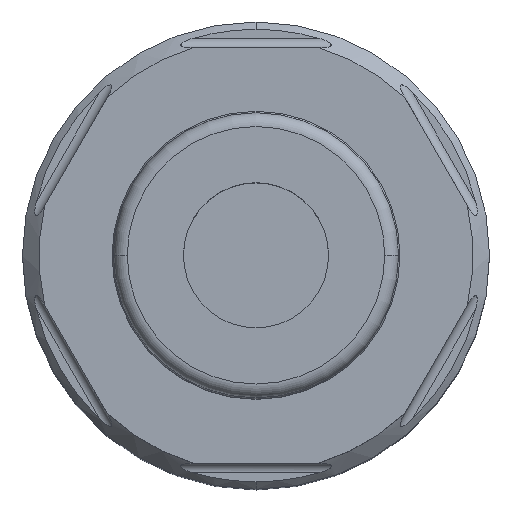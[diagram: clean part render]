
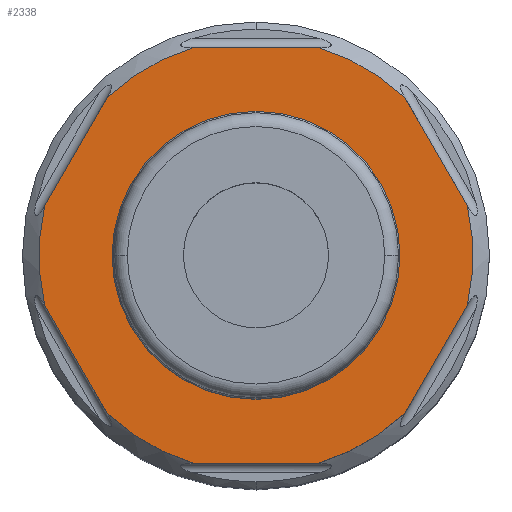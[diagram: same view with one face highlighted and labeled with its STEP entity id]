
A CAD part, top view. The second image highlights one B-rep face of the part: STEP entity #2338.
In plain terms, the highlighted planar face has unit normal (0, 0, 1).
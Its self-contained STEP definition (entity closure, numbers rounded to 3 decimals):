
#559=CARTESIAN_POINT('',(0.,0.,40.386));
#560=DIRECTION('',(0.,0.,1.));
#561=DIRECTION('',(-0.288,0.958,0.));
#562=AXIS2_PLACEMENT_3D('',#559,#560,#561);
#564=DIRECTION('',(1.,0.,0.));
#565=VECTOR('',#564,6.898);
#566=CARTESIAN_POINT('',(-3.449,11.456,40.386));
#567=LINE('',#566,#565);
#568=CARTESIAN_POINT('',(0.,0.,40.386));
#569=DIRECTION('',(0.,0.,1.));
#570=DIRECTION('',(0.685,0.728,0.));
#571=AXIS2_PLACEMENT_3D('',#568,#569,#570);
#573=DIRECTION('',(-0.5,0.866,0.));
#574=VECTOR('',#573,6.898);
#575=CARTESIAN_POINT('',(11.645,2.741,40.386));
#576=LINE('',#575,#574);
#577=CARTESIAN_POINT('',(0.,0.,40.386));
#578=DIRECTION('',(0.,0.,1.));
#579=DIRECTION('',(0.973,-0.229,0.));
#580=AXIS2_PLACEMENT_3D('',#577,#578,#579);
#582=DIRECTION('',(-0.5,-0.866,0.));
#583=VECTOR('',#582,6.898);
#584=CARTESIAN_POINT('',(11.645,-2.741,40.386));
#585=LINE('',#584,#583);
#586=CARTESIAN_POINT('',(0.,0.,40.386));
#587=DIRECTION('',(0.,0.,1.));
#588=DIRECTION('',(0.288,-0.958,0.));
#589=AXIS2_PLACEMENT_3D('',#586,#587,#588);
#591=DIRECTION('',(1.,0.,0.));
#592=VECTOR('',#591,6.898);
#593=CARTESIAN_POINT('',(-3.449,-11.456,40.386));
#594=LINE('',#593,#592);
#595=CARTESIAN_POINT('',(0.,0.,40.386));
#596=DIRECTION('',(0.,0.,1.));
#597=DIRECTION('',(-0.685,-0.728,0.));
#598=AXIS2_PLACEMENT_3D('',#595,#596,#597);
#600=DIRECTION('',(0.5,-0.866,0.));
#601=VECTOR('',#600,6.898);
#602=CARTESIAN_POINT('',(-11.645,-2.741,40.386));
#603=LINE('',#602,#601);
#604=CARTESIAN_POINT('',(0.,0.,40.386));
#605=DIRECTION('',(0.,0.,1.));
#606=DIRECTION('',(-0.973,0.229,0.));
#607=AXIS2_PLACEMENT_3D('',#604,#605,#606);
#609=DIRECTION('',(0.5,0.866,0.));
#610=VECTOR('',#609,6.898);
#611=CARTESIAN_POINT('',(-11.645,2.741,40.386));
#612=LINE('',#611,#610);
#613=CARTESIAN_POINT('',(0.,0.,40.386));
#614=DIRECTION('',(0.,0.,-1.));
#615=DIRECTION('',(0.,1.,0.));
#616=AXIS2_PLACEMENT_3D('',#613,#614,#615);
#618=CARTESIAN_POINT('',(0.,0.,40.386));
#619=DIRECTION('',(0.,0.,-1.));
#620=DIRECTION('',(0.,-1.,0.));
#621=AXIS2_PLACEMENT_3D('',#618,#619,#620);
#1546=CARTESIAN_POINT('',(-3.449,11.456,40.386));
#1547=CARTESIAN_POINT('',(-8.196,8.715,40.386));
#1548=VERTEX_POINT('',#1546);
#1549=VERTEX_POINT('',#1547);
#1550=CARTESIAN_POINT('',(3.449,-11.456,40.386));
#1551=CARTESIAN_POINT('',(8.196,-8.715,40.386));
#1552=VERTEX_POINT('',#1550);
#1553=VERTEX_POINT('',#1551);
#1602=CARTESIAN_POINT('',(-11.645,2.741,40.386));
#1603=CARTESIAN_POINT('',(-11.645,-2.741,40.386));
#1604=VERTEX_POINT('',#1602);
#1605=VERTEX_POINT('',#1603);
#1606=CARTESIAN_POINT('',(-8.196,-8.715,40.386));
#1607=CARTESIAN_POINT('',(-3.449,-11.456,40.386));
#1608=VERTEX_POINT('',#1606);
#1609=VERTEX_POINT('',#1607);
#1610=CARTESIAN_POINT('',(11.645,-2.741,40.386));
#1611=CARTESIAN_POINT('',(11.645,2.741,40.386));
#1612=VERTEX_POINT('',#1610);
#1613=VERTEX_POINT('',#1611);
#1614=CARTESIAN_POINT('',(8.196,8.715,40.386));
#1615=CARTESIAN_POINT('',(3.449,11.456,40.386));
#1616=VERTEX_POINT('',#1614);
#1617=VERTEX_POINT('',#1615);
#1718=CARTESIAN_POINT('',(0.,7.938,40.386));
#1719=CARTESIAN_POINT('',(0.,-7.938,40.386));
#1720=VERTEX_POINT('',#1718);
#1721=VERTEX_POINT('',#1719);
#2305=CARTESIAN_POINT('',(0.,0.,40.386));
#2306=DIRECTION('',(0.,0.,1.));
#2307=DIRECTION('',(1.,0.,0.));
#2308=AXIS2_PLACEMENT_3D('',#2305,#2306,#2307);
#2309=PLANE('',#2308);
#2311=ORIENTED_EDGE('',*,*,#2310,.F.);
#2313=ORIENTED_EDGE('',*,*,#2312,.T.);
#2314=ORIENTED_EDGE('',*,*,#2284,.F.);
#2316=ORIENTED_EDGE('',*,*,#2315,.F.);
#2317=ORIENTED_EDGE('',*,*,#2242,.F.);
#2319=ORIENTED_EDGE('',*,*,#2318,.T.);
#2320=ORIENTED_EDGE('',*,*,#2227,.F.);
#2321=ORIENTED_EDGE('',*,*,#2112,.F.);
#2323=ORIENTED_EDGE('',*,*,#2322,.F.);
#2325=ORIENTED_EDGE('',*,*,#2324,.F.);
#2327=ORIENTED_EDGE('',*,*,#2326,.F.);
#2329=ORIENTED_EDGE('',*,*,#2328,.T.);
#2330=EDGE_LOOP('',(#2311,#2313,#2314,#2316,#2317,#2319,#2320,#2321,#2323,#2325,
#2327,#2329));
#2331=FACE_OUTER_BOUND('',#2330,.F.);
#2333=ORIENTED_EDGE('',*,*,#2332,.F.);
#2335=ORIENTED_EDGE('',*,*,#2334,.F.);
#2336=EDGE_LOOP('',(#2333,#2335));
#2337=FACE_BOUND('',#2336,.F.);
#563=CIRCLE('',#562,11.964);
#572=CIRCLE('',#571,11.964);
#581=CIRCLE('',#580,11.964);
#590=CIRCLE('',#589,11.964);
#599=CIRCLE('',#598,11.964);
#608=CIRCLE('',#607,11.964);
#617=CIRCLE('',#616,7.938);
#622=CIRCLE('',#621,7.938);
#2112=EDGE_CURVE('',#1609,#1552,#594,.T.);
#2227=EDGE_CURVE('',#1552,#1553,#590,.T.);
#2242=EDGE_CURVE('',#1612,#1613,#581,.T.);
#2284=EDGE_CURVE('',#1616,#1617,#572,.T.);
#2310=EDGE_CURVE('',#1548,#1549,#563,.T.);
#2312=EDGE_CURVE('',#1548,#1617,#567,.T.);
#2315=EDGE_CURVE('',#1613,#1616,#576,.T.);
#2318=EDGE_CURVE('',#1612,#1553,#585,.T.);
#2322=EDGE_CURVE('',#1608,#1609,#599,.T.);
#2324=EDGE_CURVE('',#1605,#1608,#603,.T.);
#2326=EDGE_CURVE('',#1604,#1605,#608,.T.);
#2328=EDGE_CURVE('',#1604,#1549,#612,.T.);
#2332=EDGE_CURVE('',#1720,#1721,#617,.T.);
#2334=EDGE_CURVE('',#1721,#1720,#622,.T.);
#2338=ADVANCED_FACE('',(#2331,#2337),#2309,.T.);
